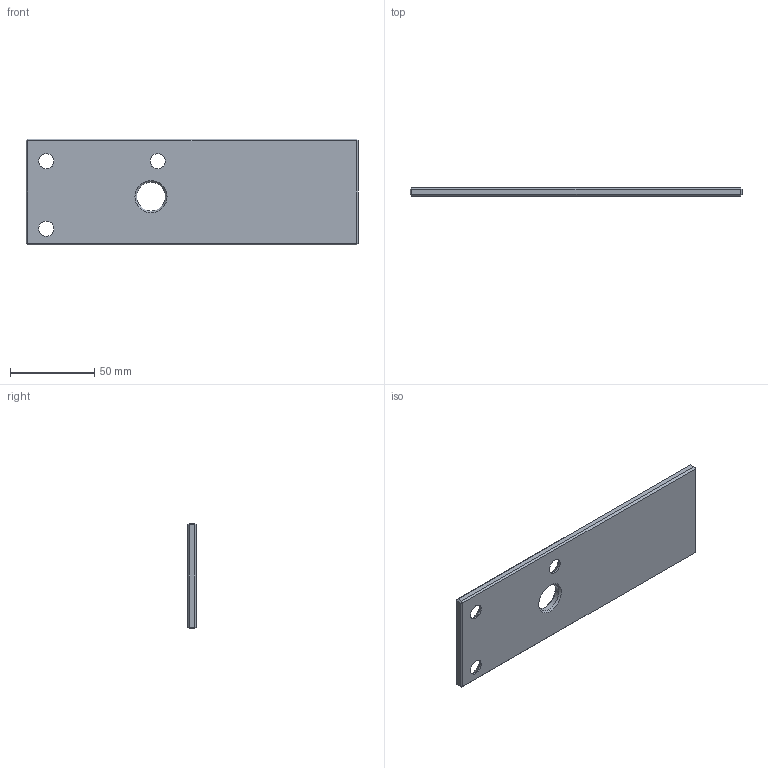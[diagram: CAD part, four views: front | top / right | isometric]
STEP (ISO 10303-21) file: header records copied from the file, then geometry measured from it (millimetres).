
FILE_DESCRIPTION((''),'2;1');
FILE_NAME('DS_ISO_PLATTEN-12129','2026-01-16T10:34:37',('HP'),(''),'CREO PARAMETRIC BY PTC INC, 2020354','CREO PARAMETRIC BY PTC INC, 2020354','');
FILE_SCHEMA(('AP203_CONFIGURATION_CONTROLLED_3D_DESIGN_OF_MECHANICAL_PARTS_AND_ASSEMBLIES_MIM_LF { 1 0 10303 403 2 1 2 }'));
Length unit declared in the file: millimetre
Products named in the file (1): DS_ISO_PLATTEN-12129
Bounding box: 196.5 x 5 x 62.5 mm (x, y, z)
Volume: 57907.5 mm3; surface area: 26192 mm2
Topology: 1 solids, 1 shells, 44 faces, 100 edges, 58 vertices
Faces by surface type: plane 26, cone 10, cylinder 8
Entity records: 2005 total; most frequent: DIRECTION 224, CARTESIAN_POINT 205, ORIENTED_EDGE 200, PRESENTATION_STYLE_ASSIGNMENT 145, COLOUR_RGB 108, STYLED_ITEM 101, CURVE_STYLE 100, EDGE_CURVE 100
